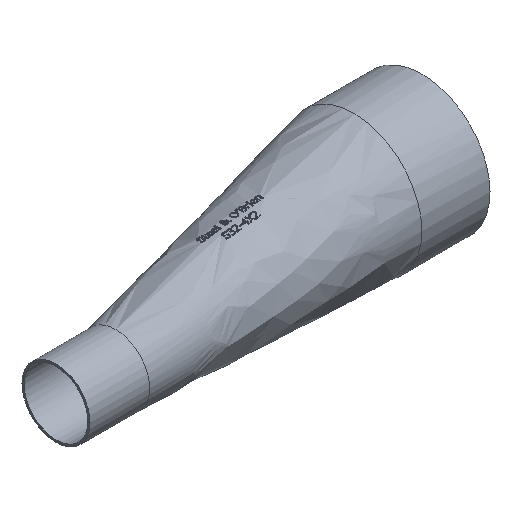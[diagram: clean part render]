
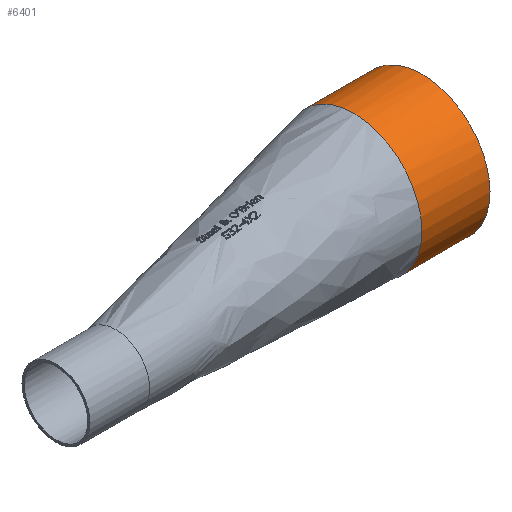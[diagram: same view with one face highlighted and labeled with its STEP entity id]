
A CAD part, isometric view. The second image highlights one B-rep face of the part: STEP entity #6401.
In plain terms, the highlighted cylindrical face has radius 50.8 mm (diameter 101.6 mm), a full revolution.
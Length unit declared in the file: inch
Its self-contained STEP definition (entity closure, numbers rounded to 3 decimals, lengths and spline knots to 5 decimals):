
#14=CYLINDRICAL_SURFACE('',#6632,2.);
#499=FACE_OUTER_BOUND('',#1134,.T.);
#750=FACE_BOUND('',#1135,.T.);
#1134=EDGE_LOOP('',(#5984,#5985));
#1135=EDGE_LOOP('',(#5986));
#1241=CIRCLE('',#6472,2.);
#1242=CIRCLE('',#6473,2.);
#1264=CIRCLE('',#6633,2.);
#2666=VERTEX_POINT('',#9080);
#2667=VERTEX_POINT('',#9083);
#3075=VERTEX_POINT('',#14642);
#3318=EDGE_CURVE('',#2667,#2666,#1241,.T.);
#3319=EDGE_CURVE('',#2666,#2667,#1242,.T.);
#4048=EDGE_CURVE('',#3075,#3075,#1264,.T.);
#5984=ORIENTED_EDGE('',*,*,#3318,.T.);
#5985=ORIENTED_EDGE('',*,*,#3319,.T.);
#5986=ORIENTED_EDGE('',*,*,#4048,.F.);
#6401=ADVANCED_FACE('',(#499,#750),#14,.T.);
#6472=AXIS2_PLACEMENT_3D('',#9084,#6781,#6782);
#6473=AXIS2_PLACEMENT_3D('',#9085,#6783,#6784);
#6632=AXIS2_PLACEMENT_3D('',#14641,#7413,#7414);
#6633=AXIS2_PLACEMENT_3D('',#14643,#7415,#7416);
#6781=DIRECTION('center_axis',(1.,0.,0.));
#6782=DIRECTION('ref_axis',(0.,0.14,-0.99));
#6783=DIRECTION('center_axis',(1.,0.,0.));
#6784=DIRECTION('ref_axis',(0.,0.14,-0.99));
#7413=DIRECTION('center_axis',(-1.,0.,0.));
#7414=DIRECTION('ref_axis',(0.,0.14,-0.99));
#7415=DIRECTION('center_axis',(1.,0.,0.));
#7416=DIRECTION('ref_axis',(0.,0.14,-0.99));
#9080=CARTESIAN_POINT('',(4.,0.96969,1.99977));
#9083=CARTESIAN_POINT('',(4.,-1.,0.));
#9084=CARTESIAN_POINT('Origin',(4.,1.,0.));
#9085=CARTESIAN_POINT('Origin',(4.,1.,0.));
#14641=CARTESIAN_POINT('Origin',(6.,1.,0.));
#14642=CARTESIAN_POINT('',(6.,0.71904,1.98017));
#14643=CARTESIAN_POINT('Origin',(6.,1.,0.));
